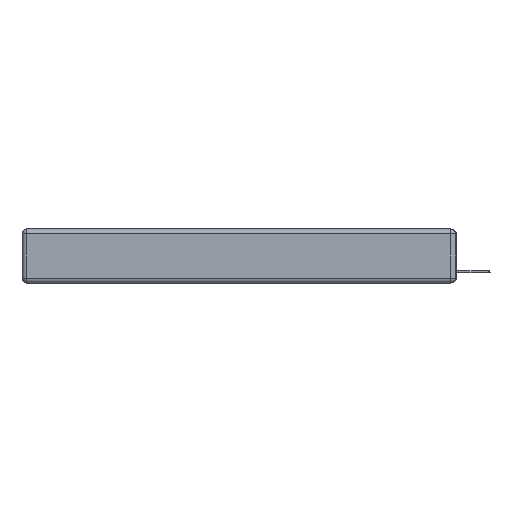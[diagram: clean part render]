
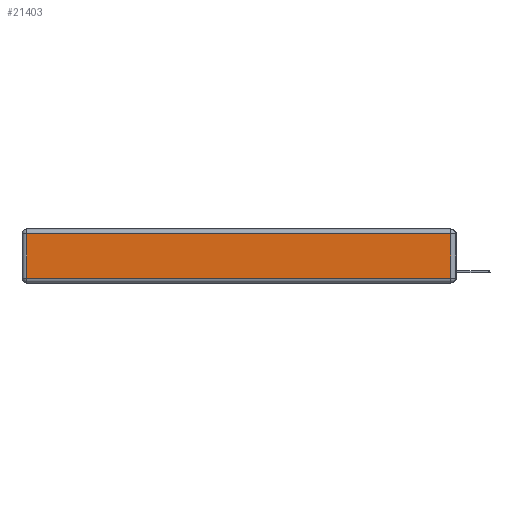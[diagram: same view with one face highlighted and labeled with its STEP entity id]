
A CAD part, left-side view. The second image highlights one B-rep face of the part: STEP entity #21403.
In plain terms, the highlighted planar face has unit normal (-1, 0, 0).
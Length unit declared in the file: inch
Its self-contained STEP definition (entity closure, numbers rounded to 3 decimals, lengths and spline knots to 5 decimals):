
#595 = VECTOR ( 'NONE', #22833, 39.37008 ) ;
#2151 = DIRECTION ( 'NONE',  ( 0., 0., 1. ) ) ;
#2710 = ORIENTED_EDGE ( 'NONE', *, *, #25610, .T. ) ;
#4340 = CARTESIAN_POINT ( 'NONE',  ( 0., 0.03, -0.03 ) ) ;
#5239 = ORIENTED_EDGE ( 'NONE', *, *, #14634, .T. ) ;
#5245 = VERTEX_POINT ( 'NONE', #22058 ) ;
#5519 = VERTEX_POINT ( 'NONE', #9530 ) ;
#7997 = ORIENTED_EDGE ( 'NONE', *, *, #9879, .T. ) ;
#8116 = ORIENTED_EDGE ( 'NONE', *, *, #11843, .T. ) ;
#8605 = CARTESIAN_POINT ( 'NONE',  ( 0., 0., -0.313 ) ) ;
#9524 = VERTEX_POINT ( 'NONE', #10714 ) ;
#9530 = CARTESIAN_POINT ( 'NONE',  ( 0., 2.72, -0.03 ) ) ;
#9879 = EDGE_CURVE ( 'NONE', #19699, #5519, #11856, .T. ) ;
#10268 = FACE_OUTER_BOUND ( 'NONE', #26021, .T. ) ;
#10714 = CARTESIAN_POINT ( 'NONE',  ( 0., 0.03, -0.313 ) ) ;
#11361 = DIRECTION ( 'NONE',  ( -1., 0., 0. ) ) ;
#11843 = EDGE_CURVE ( 'NONE', #9524, #19699, #24579, .T. ) ;
#11856 = LINE ( 'NONE', #16743, #19396 ) ;
#12922 = VECTOR ( 'NONE', #22936, 39.37008 ) ;
#14211 = LINE ( 'NONE', #8605, #12922 ) ;
#14634 = EDGE_CURVE ( 'NONE', #5519, #5245, #22465, .T. ) ;
#14943 = AXIS2_PLACEMENT_3D ( 'NONE', #21444, #11361, #15488 ) ;
#15488 = DIRECTION ( 'NONE',  ( 0., 0., 1. ) ) ;
#16743 = CARTESIAN_POINT ( 'NONE',  ( 0., 2.75, -0.03 ) ) ;
#16868 = CARTESIAN_POINT ( 'NONE',  ( 0., 2.72, -0.343 ) ) ;
#17238 = CARTESIAN_POINT ( 'NONE',  ( 0., 0.03, -0.343 ) ) ;
#19396 = VECTOR ( 'NONE', #24686, 39.37008 ) ;
#19699 = VERTEX_POINT ( 'NONE', #4340 ) ;
#21403 = ADVANCED_FACE ( 'NONE', ( #10268 ), #23415, .T. ) ;
#21444 = CARTESIAN_POINT ( 'NONE',  ( 0., 0., -0.343 ) ) ;
#22058 = CARTESIAN_POINT ( 'NONE',  ( 0., 2.72, -0.313 ) ) ;
#22465 = LINE ( 'NONE', #16868, #595 ) ;
#22833 = DIRECTION ( 'NONE',  ( 0., 0., -1. ) ) ;
#22936 = DIRECTION ( 'NONE',  ( 0., -1., 0. ) ) ;
#23415 = PLANE ( 'NONE',  #14943 ) ;
#24579 = LINE ( 'NONE', #17238, #25848 ) ;
#24686 = DIRECTION ( 'NONE',  ( 0., 1., 0. ) ) ;
#25610 = EDGE_CURVE ( 'NONE', #5245, #9524, #14211, .T. ) ;
#25848 = VECTOR ( 'NONE', #2151, 39.37008 ) ;
#26021 = EDGE_LOOP ( 'NONE', ( #2710, #8116, #7997, #5239 ) ) ;
